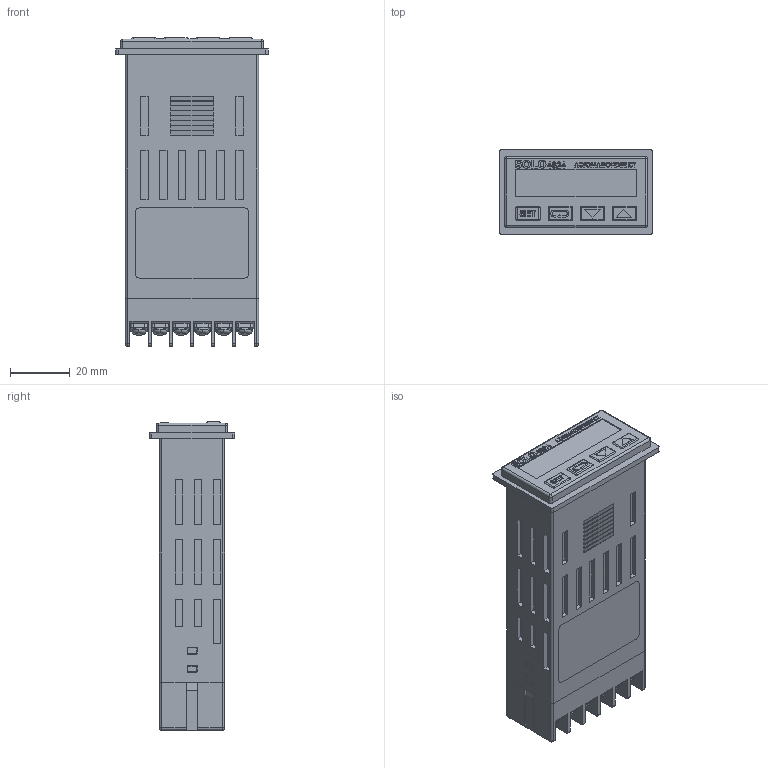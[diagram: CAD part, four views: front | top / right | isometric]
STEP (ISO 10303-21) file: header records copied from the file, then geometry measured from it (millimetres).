
FILE_DESCRIPTION (( 'STEP AP214' ), '1' );
FILE_NAME ('SL4824-CR-D.STEP', '2011-09-01T20:38:06', ( '.adc' ), ( '' ), 'SwSTEP 2.0', 'SolidWorks 2011', '' );
FILE_SCHEMA (( 'AUTOMOTIVE_DESIGN' ));
Length unit declared in the file: inch
Products named in the file (1): SL4824-CR-D
Bounding box: 51.18 x 28.57 x 103.53 mm (x, y, z)
Volume: 95273.7 mm3; surface area: 20325.4 mm2
Topology: 1 solids, 1 shells, 992 faces, 2519 edges, 1638 vertices
Faces by surface type: plane 670, cylinder 154, bspline 120, torus 24, sphere 24
Entity records: 45472 total; most frequent: CARTESIAN_POINT 12390, ORIENTED_EDGE 4990, DIRECTION 4373, EDGE_CURVE 2495, VECTOR 1883, LINE 1883, VERTEX_POINT 1638, AXIS2_PLACEMENT_3D 1245
